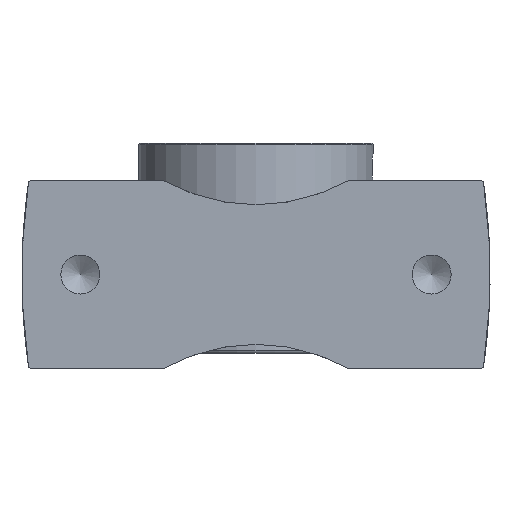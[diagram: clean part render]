
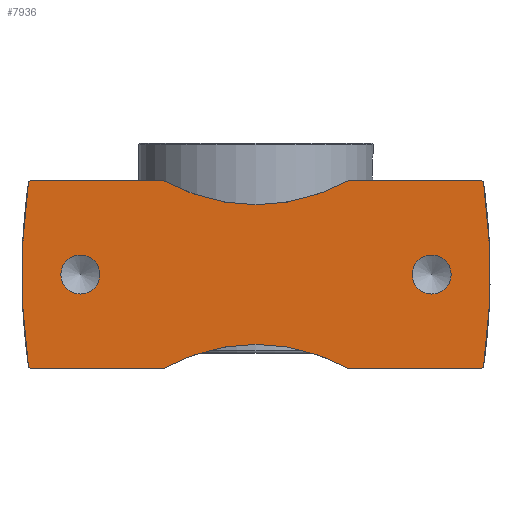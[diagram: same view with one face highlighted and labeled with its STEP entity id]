
A CAD part, front view. The second image highlights one B-rep face of the part: STEP entity #7936.
In plain terms, the highlighted face is planar.
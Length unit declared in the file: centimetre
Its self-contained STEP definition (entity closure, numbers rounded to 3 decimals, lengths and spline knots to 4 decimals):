
#99=CARTESIAN_POINT('',(-0.5296,-4.765,0.));
#100=VERTEX_POINT('',#99);
#110=CARTESIAN_POINT('',(0.5296,-4.765,0.));
#111=VERTEX_POINT('',#110);
#112=CARTESIAN_POINT('',(0.,-4.765,0.));
#113=DIRECTION('',(0.,0.,1.));
#114=DIRECTION('',(1.,0.,-0.));
#115=AXIS2_PLACEMENT_3D('',#112,#113,#114);
#116=CIRCLE('',#115,0.5296);
#117=EDGE_CURVE('',#111,#100,#116,.T.);
#119=CARTESIAN_POINT('',(0.,-4.765,0.));
#120=DIRECTION('',(0.,0.,1.));
#121=DIRECTION('',(1.,0.,-0.));
#122=AXIS2_PLACEMENT_3D('',#119,#120,#121);
#123=CIRCLE('',#122,0.5296);
#124=EDGE_CURVE('',#100,#111,#123,.T.);
#169=CARTESIAN_POINT('',(-0.5296,4.765,0.));
#170=VERTEX_POINT('',#169);
#180=CARTESIAN_POINT('',(0.5296,4.765,0.));
#181=VERTEX_POINT('',#180);
#182=CARTESIAN_POINT('',(0.,4.765,0.));
#183=DIRECTION('',(0.,0.,1.));
#184=DIRECTION('',(1.,0.,-0.));
#185=AXIS2_PLACEMENT_3D('',#182,#183,#184);
#186=CIRCLE('',#185,0.5296);
#187=EDGE_CURVE('',#181,#170,#186,.T.);
#189=CARTESIAN_POINT('',(0.,4.765,0.));
#190=DIRECTION('',(0.,0.,1.));
#191=DIRECTION('',(1.,0.,-0.));
#192=AXIS2_PLACEMENT_3D('',#189,#190,#191);
#193=CIRCLE('',#192,0.5296);
#194=EDGE_CURVE('',#170,#181,#193,.T.);
#2943=CARTESIAN_POINT('',(-2.4736,-6.1747,0.));
#2944=VERTEX_POINT('',#2943);
#2951=CARTESIAN_POINT('',(2.4736,-6.1747,0.));
#2952=VERTEX_POINT('',#2951);
#2953=CARTESIAN_POINT('',(-0.,11.194,0.));
#2954=DIRECTION('',(0.,0.,-1.));
#2955=DIRECTION('',(1.,0.,0.));
#2956=AXIS2_PLACEMENT_3D('',#2953,#2954,#2955);
#2957=CIRCLE('',#2956,17.544);
#2958=EDGE_CURVE('',#2952,#2944,#2957,.T.);
#4860=CARTESIAN_POINT('',(2.55,-6.0867,0.));
#4861=VERTEX_POINT('',#4860);
#4868=CARTESIAN_POINT('',(2.55,-2.5,0.));
#4869=VERTEX_POINT('',#4868);
#4870=CARTESIAN_POINT('',(2.55,12351.1637,0.));
#4871=DIRECTION('',(0.,-1.,0.));
#4872=VECTOR('',#4871,24690.);
#4873=LINE('',#4870,#4872);
#4874=EDGE_CURVE('',#4869,#4861,#4873,.T.);
#4892=CARTESIAN_POINT('',(2.4611,-6.0867,0.));
#4893=DIRECTION('',(0.,0.,1.));
#4894=DIRECTION('',(0.755,-0.655,0.));
#4895=AXIS2_PLACEMENT_3D('',#4892,#4893,#4894);
#4896=CIRCLE('',#4895,0.0889);
#4897=EDGE_CURVE('',#2952,#4861,#4896,.T.);
#7319=CARTESIAN_POINT('',(-2.55,-6.0867,0.));
#7320=VERTEX_POINT('',#7319);
#7327=CARTESIAN_POINT('',(-2.4611,-6.0867,0.));
#7328=DIRECTION('',(0.,0.,1.));
#7329=DIRECTION('',(-0.755,-0.655,0.));
#7330=AXIS2_PLACEMENT_3D('',#7327,#7328,#7329);
#7331=CIRCLE('',#7330,0.0889);
#7332=EDGE_CURVE('',#7320,#2944,#7331,.T.);
#7344=CARTESIAN_POINT('',(-2.55,-2.5,0.));
#7345=VERTEX_POINT('',#7344);
#7352=CARTESIAN_POINT('',(-2.55,12351.1637,0.));
#7353=DIRECTION('',(0.,-1.,0.));
#7354=VECTOR('',#7353,24690.);
#7355=LINE('',#7352,#7354);
#7356=EDGE_CURVE('',#7345,#7320,#7355,.T.);
#7367=CARTESIAN_POINT('',(-1.8923,-0.,0.));
#7368=VERTEX_POINT('',#7367);
#7379=CARTESIAN_POINT('',(-2.55,2.5,0.));
#7380=VERTEX_POINT('',#7379);
#7387=CARTESIAN_POINT('',(-6.9723,0.,0.));
#7388=DIRECTION('',(0.,0.,1.));
#7389=DIRECTION('',(-1.,0.,0.));
#7390=AXIS2_PLACEMENT_3D('',#7387,#7388,#7389);
#7391=CIRCLE('',#7390,5.08);
#7392=EDGE_CURVE('',#7368,#7380,#7391,.T.);
#7433=CARTESIAN_POINT('',(-2.55,6.0867,0.));
#7434=VERTEX_POINT('',#7433);
#7441=CARTESIAN_POINT('',(-2.55,12351.1637,0.));
#7442=DIRECTION('',(0.,-1.,0.));
#7443=VECTOR('',#7442,24690.);
#7444=LINE('',#7441,#7443);
#7445=EDGE_CURVE('',#7434,#7380,#7444,.T.);
#7457=CARTESIAN_POINT('',(-2.4736,6.1747,0.));
#7458=VERTEX_POINT('',#7457);
#7465=CARTESIAN_POINT('',(-2.4611,6.0867,0.));
#7466=DIRECTION('',(0.,0.,1.));
#7467=DIRECTION('',(-0.755,0.655,0.));
#7468=AXIS2_PLACEMENT_3D('',#7465,#7466,#7467);
#7469=CIRCLE('',#7468,0.0889);
#7470=EDGE_CURVE('',#7458,#7434,#7469,.T.);
#7819=CARTESIAN_POINT('',(2.55,6.0867,0.));
#7820=VERTEX_POINT('',#7819);
#7827=CARTESIAN_POINT('',(2.4736,6.1747,0.));
#7828=VERTEX_POINT('',#7827);
#7829=CARTESIAN_POINT('',(2.4611,6.0867,0.));
#7830=DIRECTION('',(0.,-0.,1.));
#7831=DIRECTION('',(0.755,0.655,0.));
#7832=AXIS2_PLACEMENT_3D('',#7829,#7830,#7831);
#7833=CIRCLE('',#7832,0.0889);
#7834=EDGE_CURVE('',#7820,#7828,#7833,.T.);
#7851=CARTESIAN_POINT('',(2.55,2.5,0.));
#7852=VERTEX_POINT('',#7851);
#7859=CARTESIAN_POINT('',(2.55,12351.1637,0.));
#7860=DIRECTION('',(0.,-1.,0.));
#7861=VECTOR('',#7860,24690.);
#7862=LINE('',#7859,#7861);
#7863=EDGE_CURVE('',#7820,#7852,#7862,.T.);
#7881=CARTESIAN_POINT('',(1.2618,3.1346,0.));
#7882=DIRECTION('',(0.,0.,1.));
#7883=DIRECTION('',(1.,0.,0.));
#7884=AXIS2_PLACEMENT_3D('',#7881,#7882,#7883);
#7885=PLANE('',#7884);
#7886=ORIENTED_EDGE('',*,*,#117,.T.);
#7887=ORIENTED_EDGE('',*,*,#124,.T.);
#7888=EDGE_LOOP('',(#7886,#7887));
#7889=FACE_BOUND('',#7888,.T.);
#7890=ORIENTED_EDGE('',*,*,#187,.T.);
#7891=ORIENTED_EDGE('',*,*,#194,.T.);
#7892=EDGE_LOOP('',(#7890,#7891));
#7893=FACE_BOUND('',#7892,.T.);
#7894=ORIENTED_EDGE('',*,*,#7834,.F.);
#7895=ORIENTED_EDGE('',*,*,#7863,.T.);
#7896=CARTESIAN_POINT('',(1.8923,0.,0.));
#7897=VERTEX_POINT('',#7896);
#7898=CARTESIAN_POINT('',(6.9723,0.,0.));
#7899=DIRECTION('',(0.,0.,1.));
#7900=DIRECTION('',(1.,0.,-0.));
#7901=AXIS2_PLACEMENT_3D('',#7898,#7899,#7900);
#7902=CIRCLE('',#7901,5.08);
#7903=EDGE_CURVE('',#7852,#7897,#7902,.T.);
#7904=ORIENTED_EDGE('',*,*,#7903,.T.);
#7905=CARTESIAN_POINT('',(6.9723,0.,0.));
#7906=DIRECTION('',(0.,0.,1.));
#7907=DIRECTION('',(1.,0.,-0.));
#7908=AXIS2_PLACEMENT_3D('',#7905,#7906,#7907);
#7909=CIRCLE('',#7908,5.08);
#7910=EDGE_CURVE('',#7897,#4869,#7909,.T.);
#7911=ORIENTED_EDGE('',*,*,#7910,.T.);
#7912=ORIENTED_EDGE('',*,*,#4874,.T.);
#7913=ORIENTED_EDGE('',*,*,#4897,.F.);
#7914=ORIENTED_EDGE('',*,*,#2958,.T.);
#7915=ORIENTED_EDGE('',*,*,#7332,.F.);
#7916=ORIENTED_EDGE('',*,*,#7356,.F.);
#7917=CARTESIAN_POINT('',(-6.9723,0.,0.));
#7918=DIRECTION('',(0.,0.,1.));
#7919=DIRECTION('',(-1.,0.,0.));
#7920=AXIS2_PLACEMENT_3D('',#7917,#7918,#7919);
#7921=CIRCLE('',#7920,5.08);
#7922=EDGE_CURVE('',#7345,#7368,#7921,.T.);
#7923=ORIENTED_EDGE('',*,*,#7922,.T.);
#7924=ORIENTED_EDGE('',*,*,#7392,.T.);
#7925=ORIENTED_EDGE('',*,*,#7445,.F.);
#7926=ORIENTED_EDGE('',*,*,#7470,.F.);
#7927=CARTESIAN_POINT('',(0.,-11.194,0.));
#7928=DIRECTION('',(0.,0.,-1.));
#7929=DIRECTION('',(-1.,0.,0.));
#7930=AXIS2_PLACEMENT_3D('',#7927,#7928,#7929);
#7931=CIRCLE('',#7930,17.544);
#7932=EDGE_CURVE('',#7458,#7828,#7931,.T.);
#7933=ORIENTED_EDGE('',*,*,#7932,.T.);
#7934=EDGE_LOOP('',(#7894,#7895,#7904,#7911,#7912,#7913,#7914,#7915,#7916,#7923,#7924,#7925,#7926,#7933));
#7935=FACE_BOUND('',#7934,.T.);
#7936=ADVANCED_FACE('',(#7889,#7893,#7935),#7885,.F.);
